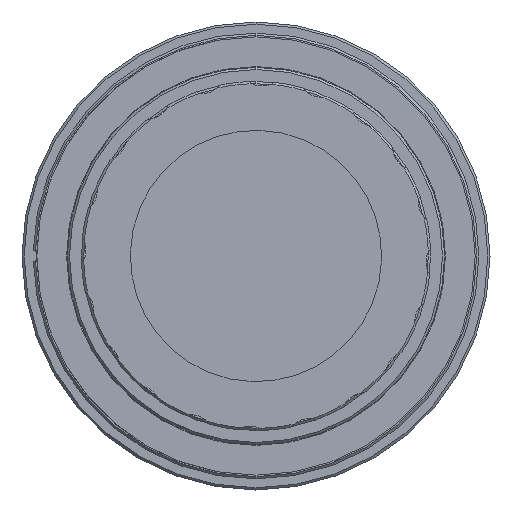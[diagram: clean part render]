
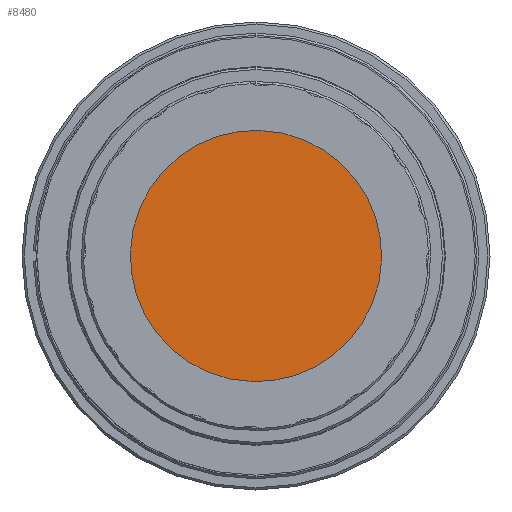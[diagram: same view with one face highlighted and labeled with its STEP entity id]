
A CAD part, left-side view. The second image highlights one B-rep face of the part: STEP entity #8480.
In plain terms, the highlighted planar face has unit normal (-1, 0, 0).
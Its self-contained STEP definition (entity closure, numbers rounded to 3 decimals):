
#1422 = CARTESIAN_POINT ( 'NONE',  ( 6.011, 0., 0. ) ) ;
#1750 = CARTESIAN_POINT ( 'NONE',  ( 6.011, 0., -16.916 ) ) ;
#2247 = EDGE_LOOP ( 'NONE', ( #5798, #6088 ) ) ;
#2306 = PLANE ( 'NONE',  #14143 ) ;
#2915 = CARTESIAN_POINT ( 'NONE',  ( 6.011, 0., 0. ) ) ;
#3039 = AXIS2_PLACEMENT_3D ( 'NONE', #1422, #13719, #6374 ) ;
#3417 = CIRCLE ( 'NONE', #11801, 16.916 ) ;
#4790 = DIRECTION ( 'NONE',  ( 1., 0., 0. ) ) ;
#5798 = ORIENTED_EDGE ( 'NONE', *, *, #9492, .T. ) ;
#6088 = ORIENTED_EDGE ( 'NONE', *, *, #10976, .T. ) ;
#6374 = DIRECTION ( 'NONE',  ( 0., 0., 1. ) ) ;
#6493 = VERTEX_POINT ( 'NONE', #7577 ) ;
#7250 = CARTESIAN_POINT ( 'NONE',  ( 6.011, 0., 0. ) ) ;
#7577 = CARTESIAN_POINT ( 'NONE',  ( 6.011, 0., 16.916 ) ) ;
#8480 = ADVANCED_FACE ( 'NONE', ( #15207 ), #2306, .F. ) ;
#9418 = CIRCLE ( 'NONE', #3039, 16.916 ) ;
#9492 = EDGE_CURVE ( 'NONE', #6493, #11558, #9418, .T. ) ;
#9501 = DIRECTION ( 'NONE',  ( 0., 0., -1. ) ) ;
#10976 = EDGE_CURVE ( 'NONE', #11558, #6493, #3417, .T. ) ;
#11400 = DIRECTION ( 'NONE',  ( -1., 0., 0. ) ) ;
#11558 = VERTEX_POINT ( 'NONE', #1750 ) ;
#11801 = AXIS2_PLACEMENT_3D ( 'NONE', #2915, #11400, #13924 ) ;
#13719 = DIRECTION ( 'NONE',  ( -1., 0., 0. ) ) ;
#13924 = DIRECTION ( 'NONE',  ( 0., 0., 1. ) ) ;
#14143 = AXIS2_PLACEMENT_3D ( 'NONE', #7250, #4790, #9501 ) ;
#15207 = FACE_OUTER_BOUND ( 'NONE', #2247, .T. ) ;
